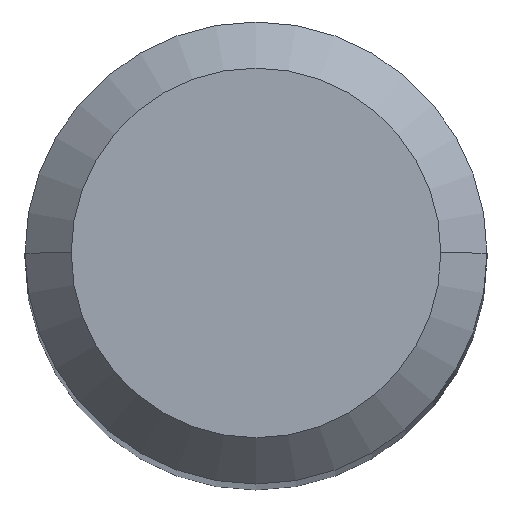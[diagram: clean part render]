
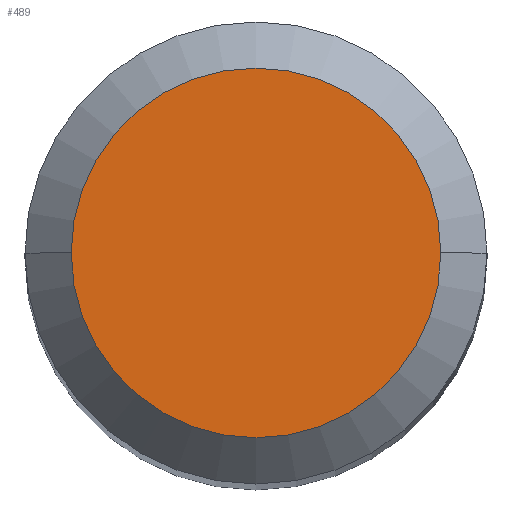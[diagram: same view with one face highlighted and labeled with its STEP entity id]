
A CAD part, top view. The second image highlights one B-rep face of the part: STEP entity #489.
In plain terms, the highlighted planar face has unit normal (0, 0, 1).
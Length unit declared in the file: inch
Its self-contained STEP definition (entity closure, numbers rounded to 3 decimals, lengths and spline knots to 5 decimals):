
#17 = AXIS2_PLACEMENT_3D ( 'NONE', #441, #94, #242 ) ;
#43 = DIRECTION ( 'NONE',  ( 1., 0., 0. ) ) ;
#77 = CIRCLE ( 'NONE', #81, 0.05 ) ;
#80 = CARTESIAN_POINT ( 'NONE',  ( 0., 0., 0. ) ) ;
#81 = AXIS2_PLACEMENT_3D ( 'NONE', #80, #220, #43 ) ;
#89 = ORIENTED_EDGE ( 'NONE', *, *, #396, .T. ) ;
#94 = DIRECTION ( 'NONE',  ( 0., 0., -1. ) ) ;
#132 = PLANE ( 'NONE',  #17 ) ;
#135 = DIRECTION ( 'NONE',  ( 1., 0., 0. ) ) ;
#188 = CIRCLE ( 'NONE', #198, 0.05 ) ;
#192 = VERTEX_POINT ( 'NONE', #319 ) ;
#198 = AXIS2_PLACEMENT_3D ( 'NONE', #259, #286, #135 ) ;
#201 = ORIENTED_EDGE ( 'NONE', *, *, #252, .T. ) ;
#220 = DIRECTION ( 'NONE',  ( 0., 0., 1. ) ) ;
#242 = DIRECTION ( 'NONE',  ( -1., 0., 0. ) ) ;
#252 = EDGE_CURVE ( 'NONE', #192, #439, #77, .T. ) ;
#259 = CARTESIAN_POINT ( 'NONE',  ( 0., 0., 0. ) ) ;
#261 = CARTESIAN_POINT ( 'NONE',  ( 0.05, 0., 0. ) ) ;
#286 = DIRECTION ( 'NONE',  ( 0., 0., 1. ) ) ;
#313 = EDGE_LOOP ( 'NONE', ( #201, #89 ) ) ;
#319 = CARTESIAN_POINT ( 'NONE',  ( -0.05, 0., 0. ) ) ;
#337 = FACE_OUTER_BOUND ( 'NONE', #313, .T. ) ;
#396 = EDGE_CURVE ( 'NONE', #439, #192, #188, .T. ) ;
#439 = VERTEX_POINT ( 'NONE', #261 ) ;
#441 = CARTESIAN_POINT ( 'NONE',  ( 0., 0., 0. ) ) ;
#489 = ADVANCED_FACE ( 'NONE', ( #337 ), #132, .F. ) ;
